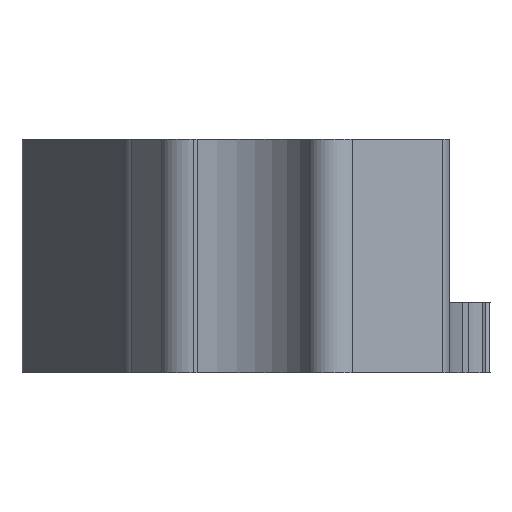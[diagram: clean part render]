
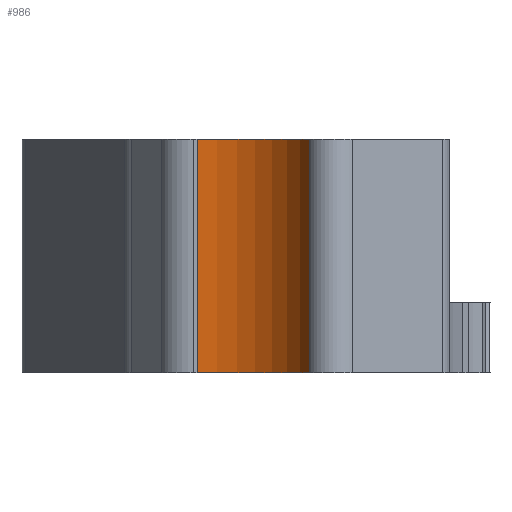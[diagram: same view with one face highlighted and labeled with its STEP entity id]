
A CAD part, front view. The second image highlights one B-rep face of the part: STEP entity #986.
In plain terms, the highlighted cylindrical face has radius 10.5 mm (diameter 21 mm), a partial arc.
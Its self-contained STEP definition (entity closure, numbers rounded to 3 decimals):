
#68=FACE_OUTER_BOUND('',#124,.T.);
#124=EDGE_LOOP('',(#745,#746,#747,#748));
#200=LINE('',#1667,#270);
#201=LINE('',#1669,#271);
#270=VECTOR('',#1336,10.);
#271=VECTOR('',#1339,10.);
#318=CIRCLE('',#1063,10.5);
#350=CIRCLE('',#1105,10.5);
#398=VERTEX_POINT('',#1543);
#399=VERTEX_POINT('',#1545);
#441=VERTEX_POINT('',#1649);
#442=VERTEX_POINT('',#1651);
#498=EDGE_CURVE('',#399,#398,#318,.T.);
#552=EDGE_CURVE('',#442,#441,#350,.T.);
#560=EDGE_CURVE('',#441,#399,#200,.T.);
#561=EDGE_CURVE('',#442,#398,#201,.T.);
#745=ORIENTED_EDGE('',*,*,#498,.T.);
#746=ORIENTED_EDGE('',*,*,#561,.F.);
#747=ORIENTED_EDGE('',*,*,#552,.T.);
#748=ORIENTED_EDGE('',*,*,#560,.T.);
#942=CYLINDRICAL_SURFACE('',#1112,10.5);
#986=ADVANCED_FACE('',(#68),#942,.F.);
#1063=AXIS2_PLACEMENT_3D('',#1546,#1213,#1214);
#1105=AXIS2_PLACEMENT_3D('',#1652,#1318,#1319);
#1112=AXIS2_PLACEMENT_3D('',#1668,#1337,#1338);
#1213=DIRECTION('center_axis',(0.,0.,-1.));
#1214=DIRECTION('ref_axis',(0.,-1.,0.));
#1318=DIRECTION('center_axis',(0.,0.,1.));
#1319=DIRECTION('ref_axis',(-0.915,-0.404,0.));
#1336=DIRECTION('',(0.,0.,-1.));
#1337=DIRECTION('center_axis',(0.,0.,-1.));
#1338=DIRECTION('ref_axis',(0.,-1.,0.));
#1339=DIRECTION('',(0.,0.,-1.));
#1543=CARTESIAN_POINT('',(-2.353,-55.052,0.));
#1545=CARTESIAN_POINT('',(-11.959,-48.792,0.));
#1546=CARTESIAN_POINT('Origin',(-11.959,-59.292,0.));
#1649=CARTESIAN_POINT('',(-11.959,-48.792,20.));
#1651=CARTESIAN_POINT('',(-2.353,-55.052,20.));
#1652=CARTESIAN_POINT('Origin',(-11.959,-59.292,20.));
#1667=CARTESIAN_POINT('',(-11.959,-48.792,0.));
#1668=CARTESIAN_POINT('Origin',(-11.959,-59.292,0.));
#1669=CARTESIAN_POINT('',(-2.353,-55.052,0.));
